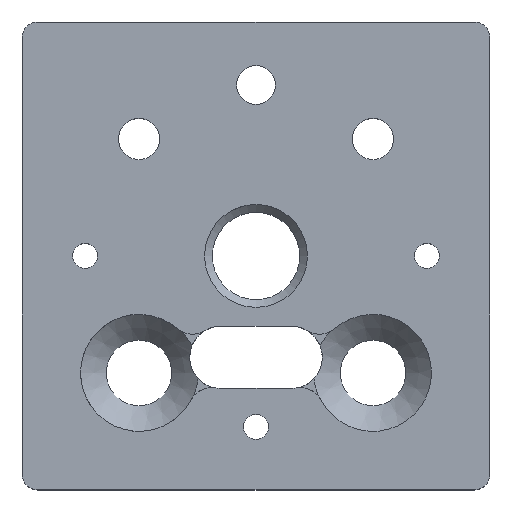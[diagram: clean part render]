
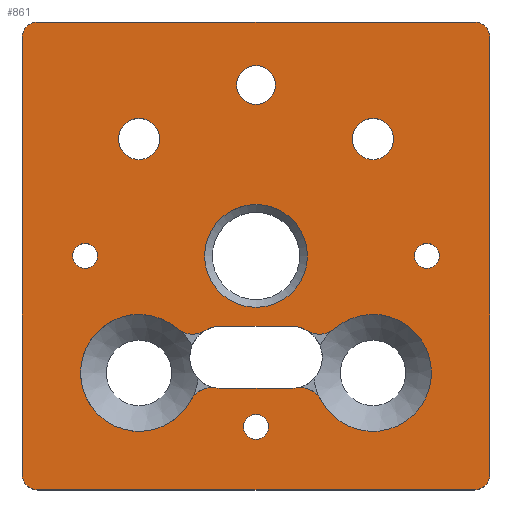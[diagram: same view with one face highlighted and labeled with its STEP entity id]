
A CAD part, top view. The second image highlights one B-rep face of the part: STEP entity #861.
In plain terms, the highlighted planar face has unit normal (0, 0, 1).
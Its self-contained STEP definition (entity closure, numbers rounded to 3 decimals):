
#31=LINE('',#1350,#87);
#32=LINE('',#1354,#88);
#33=LINE('',#1358,#89);
#34=LINE('',#1361,#90);
#35=LINE('',#1380,#91);
#36=LINE('',#1392,#92);
#87=VECTOR('',#1071,10.);
#88=VECTOR('',#1074,10.);
#89=VECTOR('',#1077,10.);
#90=VECTOR('',#1080,10.);
#91=VECTOR('',#1097,10.);
#92=VECTOR('',#1108,10.);
#164=FACE_BOUND('',#239,.T.);
#165=FACE_BOUND('',#240,.T.);
#166=FACE_BOUND('',#241,.T.);
#167=FACE_BOUND('',#242,.T.);
#168=FACE_BOUND('',#243,.T.);
#169=FACE_BOUND('',#244,.T.);
#170=FACE_BOUND('',#245,.T.);
#171=FACE_BOUND('',#246,.T.);
#190=FACE_OUTER_BOUND('',#238,.T.);
#238=EDGE_LOOP('',(#602,#603,#604,#605,#606,#607,#608,#609));
#239=EDGE_LOOP('',(#610));
#240=EDGE_LOOP('',(#611));
#241=EDGE_LOOP('',(#612));
#242=EDGE_LOOP('',(#613));
#243=EDGE_LOOP('',(#614));
#244=EDGE_LOOP('',(#615));
#245=EDGE_LOOP('',(#616));
#246=EDGE_LOOP('',(#617,#618,#619,#620,#621,#622,#623,#624,#625,#626,#627,
#628));
#302=CIRCLE('',#922,2.5);
#308=CIRCLE('',#931,2.);
#309=CIRCLE('',#933,2.);
#310=CIRCLE('',#934,2.);
#311=CIRCLE('',#935,2.);
#312=CIRCLE('',#936,1.6);
#313=CIRCLE('',#937,1.6);
#314=CIRCLE('',#938,1.6);
#315=CIRCLE('',#939,2.65);
#316=CIRCLE('',#940,2.65);
#317=CIRCLE('',#941,6.6);
#318=CIRCLE('',#942,3.);
#319=CIRCLE('',#943,4.);
#320=CIRCLE('',#944,4.);
#321=CIRCLE('',#945,3.);
#322=CIRCLE('',#946,7.5);
#323=CIRCLE('',#947,3.);
#324=CIRCLE('',#948,4.);
#325=CIRCLE('',#949,4.);
#326=CIRCLE('',#950,3.);
#327=CIRCLE('',#951,7.5);
#368=VERTEX_POINT('',#1324);
#375=VERTEX_POINT('',#1343);
#376=VERTEX_POINT('',#1345);
#377=VERTEX_POINT('',#1349);
#378=VERTEX_POINT('',#1351);
#379=VERTEX_POINT('',#1353);
#380=VERTEX_POINT('',#1355);
#381=VERTEX_POINT('',#1357);
#382=VERTEX_POINT('',#1359);
#383=VERTEX_POINT('',#1362);
#384=VERTEX_POINT('',#1364);
#385=VERTEX_POINT('',#1366);
#386=VERTEX_POINT('',#1368);
#387=VERTEX_POINT('',#1370);
#388=VERTEX_POINT('',#1372);
#389=VERTEX_POINT('',#1374);
#390=VERTEX_POINT('',#1375);
#391=VERTEX_POINT('',#1377);
#392=VERTEX_POINT('',#1379);
#393=VERTEX_POINT('',#1381);
#394=VERTEX_POINT('',#1383);
#395=VERTEX_POINT('',#1385);
#396=VERTEX_POINT('',#1387);
#397=VERTEX_POINT('',#1389);
#398=VERTEX_POINT('',#1391);
#399=VERTEX_POINT('',#1393);
#400=VERTEX_POINT('',#1395);
#455=EDGE_CURVE('',#368,#368,#302,.T.);
#464=EDGE_CURVE('',#375,#376,#308,.T.);
#466=EDGE_CURVE('',#377,#375,#31,.T.);
#467=EDGE_CURVE('',#378,#377,#309,.T.);
#468=EDGE_CURVE('',#379,#378,#32,.T.);
#469=EDGE_CURVE('',#380,#379,#310,.T.);
#470=EDGE_CURVE('',#381,#380,#33,.T.);
#471=EDGE_CURVE('',#382,#381,#311,.T.);
#472=EDGE_CURVE('',#376,#382,#34,.T.);
#473=EDGE_CURVE('',#383,#383,#312,.T.);
#474=EDGE_CURVE('',#384,#384,#313,.T.);
#475=EDGE_CURVE('',#385,#385,#314,.T.);
#476=EDGE_CURVE('',#386,#386,#315,.T.);
#477=EDGE_CURVE('',#387,#387,#316,.T.);
#478=EDGE_CURVE('',#388,#388,#317,.T.);
#479=EDGE_CURVE('',#389,#390,#318,.T.);
#480=EDGE_CURVE('',#389,#391,#319,.T.);
#481=EDGE_CURVE('',#391,#392,#35,.T.);
#482=EDGE_CURVE('',#392,#393,#320,.T.);
#483=EDGE_CURVE('',#394,#393,#321,.T.);
#484=EDGE_CURVE('',#394,#395,#322,.T.);
#485=EDGE_CURVE('',#396,#395,#323,.T.);
#486=EDGE_CURVE('',#396,#397,#324,.T.);
#487=EDGE_CURVE('',#397,#398,#36,.T.);
#488=EDGE_CURVE('',#398,#399,#325,.T.);
#489=EDGE_CURVE('',#400,#399,#326,.T.);
#490=EDGE_CURVE('',#400,#390,#327,.T.);
#602=ORIENTED_EDGE('',*,*,#464,.F.);
#603=ORIENTED_EDGE('',*,*,#466,.F.);
#604=ORIENTED_EDGE('',*,*,#467,.F.);
#605=ORIENTED_EDGE('',*,*,#468,.F.);
#606=ORIENTED_EDGE('',*,*,#469,.F.);
#607=ORIENTED_EDGE('',*,*,#470,.F.);
#608=ORIENTED_EDGE('',*,*,#471,.F.);
#609=ORIENTED_EDGE('',*,*,#472,.F.);
#610=ORIENTED_EDGE('',*,*,#455,.T.);
#611=ORIENTED_EDGE('',*,*,#473,.T.);
#612=ORIENTED_EDGE('',*,*,#474,.T.);
#613=ORIENTED_EDGE('',*,*,#475,.T.);
#614=ORIENTED_EDGE('',*,*,#476,.T.);
#615=ORIENTED_EDGE('',*,*,#477,.T.);
#616=ORIENTED_EDGE('',*,*,#478,.T.);
#617=ORIENTED_EDGE('',*,*,#479,.F.);
#618=ORIENTED_EDGE('',*,*,#480,.T.);
#619=ORIENTED_EDGE('',*,*,#481,.T.);
#620=ORIENTED_EDGE('',*,*,#482,.T.);
#621=ORIENTED_EDGE('',*,*,#483,.F.);
#622=ORIENTED_EDGE('',*,*,#484,.T.);
#623=ORIENTED_EDGE('',*,*,#485,.F.);
#624=ORIENTED_EDGE('',*,*,#486,.T.);
#625=ORIENTED_EDGE('',*,*,#487,.T.);
#626=ORIENTED_EDGE('',*,*,#488,.T.);
#627=ORIENTED_EDGE('',*,*,#489,.F.);
#628=ORIENTED_EDGE('',*,*,#490,.T.);
#838=PLANE('',#932);
#861=ADVANCED_FACE('',(#190,#164,#165,#166,#167,#168,#169,#170,#171),#838,
 .T.);
#922=AXIS2_PLACEMENT_3D('',#1326,#1045,#1046);
#931=AXIS2_PLACEMENT_3D('',#1346,#1066,#1067);
#932=AXIS2_PLACEMENT_3D('',#1348,#1069,#1070);
#933=AXIS2_PLACEMENT_3D('',#1352,#1072,#1073);
#934=AXIS2_PLACEMENT_3D('',#1356,#1075,#1076);
#935=AXIS2_PLACEMENT_3D('',#1360,#1078,#1079);
#936=AXIS2_PLACEMENT_3D('',#1363,#1081,#1082);
#937=AXIS2_PLACEMENT_3D('',#1365,#1083,#1084);
#938=AXIS2_PLACEMENT_3D('',#1367,#1085,#1086);
#939=AXIS2_PLACEMENT_3D('',#1369,#1087,#1088);
#940=AXIS2_PLACEMENT_3D('',#1371,#1089,#1090);
#941=AXIS2_PLACEMENT_3D('',#1373,#1091,#1092);
#942=AXIS2_PLACEMENT_3D('',#1376,#1093,#1094);
#943=AXIS2_PLACEMENT_3D('',#1378,#1095,#1096);
#944=AXIS2_PLACEMENT_3D('',#1382,#1098,#1099);
#945=AXIS2_PLACEMENT_3D('',#1384,#1100,#1101);
#946=AXIS2_PLACEMENT_3D('',#1386,#1102,#1103);
#947=AXIS2_PLACEMENT_3D('',#1388,#1104,#1105);
#948=AXIS2_PLACEMENT_3D('',#1390,#1106,#1107);
#949=AXIS2_PLACEMENT_3D('',#1394,#1109,#1110);
#950=AXIS2_PLACEMENT_3D('',#1396,#1111,#1112);
#951=AXIS2_PLACEMENT_3D('',#1397,#1113,#1114);
#1045=DIRECTION('center_axis',(0.,0.,-1.));
#1046=DIRECTION('ref_axis',(-1.,0.,0.));
#1066=DIRECTION('center_axis',(0.,0.,-1.));
#1067=DIRECTION('ref_axis',(0.707,0.707,0.));
#1069=DIRECTION('center_axis',(0.,0.,1.));
#1070=DIRECTION('ref_axis',(1.,0.,0.));
#1071=DIRECTION('',(1.,0.,0.));
#1072=DIRECTION('center_axis',(0.,0.,-1.));
#1073=DIRECTION('ref_axis',(-0.707,0.707,0.));
#1074=DIRECTION('',(0.,1.,0.));
#1075=DIRECTION('center_axis',(0.,0.,-1.));
#1076=DIRECTION('ref_axis',(-0.707,-0.707,0.));
#1077=DIRECTION('',(-1.,0.,0.));
#1078=DIRECTION('center_axis',(0.,0.,-1.));
#1079=DIRECTION('ref_axis',(0.707,-0.707,0.));
#1080=DIRECTION('',(0.,-1.,0.));
#1081=DIRECTION('center_axis',(0.,0.,-1.));
#1082=DIRECTION('ref_axis',(-1.,0.,0.));
#1083=DIRECTION('center_axis',(0.,0.,-1.));
#1084=DIRECTION('ref_axis',(-1.,0.,0.));
#1085=DIRECTION('center_axis',(0.,0.,-1.));
#1086=DIRECTION('ref_axis',(-1.,0.,0.));
#1087=DIRECTION('center_axis',(0.,0.,-1.));
#1088=DIRECTION('ref_axis',(1.,0.,0.));
#1089=DIRECTION('center_axis',(0.,0.,-1.));
#1090=DIRECTION('ref_axis',(1.,0.,0.));
#1091=DIRECTION('center_axis',(0.,0.,-1.));
#1092=DIRECTION('ref_axis',(1.,0.,0.));
#1093=DIRECTION('center_axis',(0.,0.,-1.));
#1094=DIRECTION('ref_axis',(0.44,0.898,0.));
#1095=DIRECTION('center_axis',(0.,0.,-1.));
#1096=DIRECTION('ref_axis',(0.,-1.,0.));
#1097=DIRECTION('',(-1.,0.,0.));
#1098=DIRECTION('center_axis',(0.,0.,-1.));
#1099=DIRECTION('ref_axis',(0.,1.,0.));
#1100=DIRECTION('center_axis',(0.,0.,-1.));
#1101=DIRECTION('ref_axis',(-0.44,0.898,0.));
#1102=DIRECTION('center_axis',(0.,0.,-1.));
#1103=DIRECTION('ref_axis',(1.,0.,0.));
#1104=DIRECTION('center_axis',(0.,0.,-1.));
#1105=DIRECTION('ref_axis',(-0.08,-0.997,0.));
#1106=DIRECTION('center_axis',(0.,0.,-1.));
#1107=DIRECTION('ref_axis',(0.,1.,0.));
#1108=DIRECTION('',(1.,0.,0.));
#1109=DIRECTION('center_axis',(0.,0.,-1.));
#1110=DIRECTION('ref_axis',(0.,-1.,0.));
#1111=DIRECTION('center_axis',(0.,0.,-1.));
#1112=DIRECTION('ref_axis',(0.08,-0.997,0.));
#1113=DIRECTION('center_axis',(0.,0.,-1.));
#1114=DIRECTION('ref_axis',(1.,0.,0.));
#1324=CARTESIAN_POINT('',(2.5,21.92,0.));
#1326=CARTESIAN_POINT('Origin',(0.,21.92,0.));
#1343=CARTESIAN_POINT('',(28.,30.,0.));
#1345=CARTESIAN_POINT('',(30.,28.,0.));
#1346=CARTESIAN_POINT('Origin',(28.,28.,0.));
#1348=CARTESIAN_POINT('Origin',(0.,0.,0.));
#1349=CARTESIAN_POINT('',(-28.,30.,0.));
#1350=CARTESIAN_POINT('',(-30.,30.,0.));
#1351=CARTESIAN_POINT('',(-30.,28.,0.));
#1352=CARTESIAN_POINT('Origin',(-28.,28.,0.));
#1353=CARTESIAN_POINT('',(-30.,-28.,0.));
#1354=CARTESIAN_POINT('',(-30.,-30.,0.));
#1355=CARTESIAN_POINT('',(-28.,-30.,0.));
#1356=CARTESIAN_POINT('Origin',(-28.,-28.,0.));
#1357=CARTESIAN_POINT('',(28.,-30.,0.));
#1358=CARTESIAN_POINT('',(30.,-30.,0.));
#1359=CARTESIAN_POINT('',(30.,-28.,0.));
#1360=CARTESIAN_POINT('Origin',(28.,-28.,0.));
#1361=CARTESIAN_POINT('',(30.,30.,0.));
#1362=CARTESIAN_POINT('',(1.6,-21.92,0.));
#1363=CARTESIAN_POINT('Origin',(0.,-21.92,
0.));
#1364=CARTESIAN_POINT('',(-20.32,0.,0.));
#1365=CARTESIAN_POINT('Origin',(-21.92,0.,
0.));
#1366=CARTESIAN_POINT('',(23.52,0.,0.));
#1367=CARTESIAN_POINT('Origin',(21.92,0.,0.));
#1368=CARTESIAN_POINT('',(-17.65,15.,0.));
#1369=CARTESIAN_POINT('Origin',(-15.,15.,0.));
#1370=CARTESIAN_POINT('',(12.35,15.,0.));
#1371=CARTESIAN_POINT('Origin',(15.,15.,0.));
#1372=CARTESIAN_POINT('',(-6.6,0.,0.));
#1373=CARTESIAN_POINT('Origin',(0.,0.,0.));
#1374=CARTESIAN_POINT('',(5.192,-16.94,0.));
#1375=CARTESIAN_POINT('',(8.365,-18.496,0.));
#1376=CARTESIAN_POINT('Origin',(5.711,-19.895,0.));
#1377=CARTESIAN_POINT('',(4.5,-17.,0.));
#1378=CARTESIAN_POINT('Origin',(4.5,-13.,0.));
#1379=CARTESIAN_POINT('',(-4.5,-17.,0.));
#1380=CARTESIAN_POINT('',(2.25,-17.,0.));
#1381=CARTESIAN_POINT('',(-5.192,-16.94,0.));
#1382=CARTESIAN_POINT('Origin',(-4.5,-13.,0.));
#1383=CARTESIAN_POINT('',(-8.365,-18.496,0.));
#1384=CARTESIAN_POINT('Origin',(-5.711,-19.895,0.));
#1385=CARTESIAN_POINT('',(-10.115,-9.309,0.));
#1386=CARTESIAN_POINT('Origin',(-15.,-15.,0.));
#1387=CARTESIAN_POINT('',(-6.592,-9.59,0.));
#1388=CARTESIAN_POINT('Origin',(-8.16,-7.033,0.));
#1389=CARTESIAN_POINT('',(-4.5,-9.,0.));
#1390=CARTESIAN_POINT('Origin',(-4.5,-13.,0.));
#1391=CARTESIAN_POINT('',(4.5,-9.,0.));
#1392=CARTESIAN_POINT('',(-2.25,-9.,0.));
#1393=CARTESIAN_POINT('',(6.592,-9.59,0.));
#1394=CARTESIAN_POINT('Origin',(4.5,-13.,0.));
#1395=CARTESIAN_POINT('',(10.115,-9.309,0.));
#1396=CARTESIAN_POINT('Origin',(8.16,-7.033,0.));
#1397=CARTESIAN_POINT('Origin',(15.,-15.,0.));
